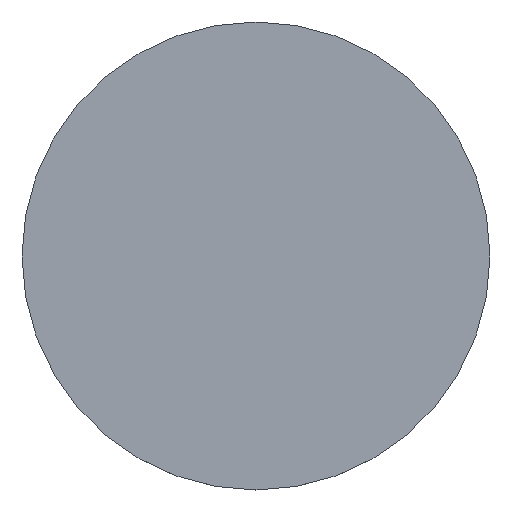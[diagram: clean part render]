
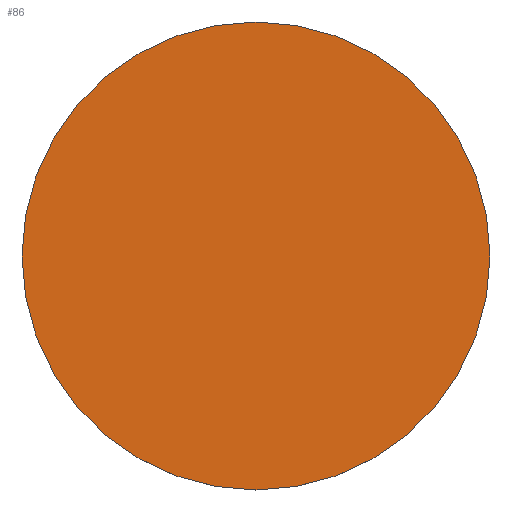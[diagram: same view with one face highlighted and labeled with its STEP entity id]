
A CAD part, top view. The second image highlights one B-rep face of the part: STEP entity #86.
In plain terms, the highlighted planar face has unit normal (0, 0, 1).
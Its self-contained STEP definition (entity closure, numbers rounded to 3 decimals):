
#3 = FACE_OUTER_BOUND ( 'NONE', #54, .T. ) ;
#6 = AXIS2_PLACEMENT_3D ( 'NONE', #32, #164, #45 ) ;
#12 = ORIENTED_EDGE ( 'NONE', *, *, #48, .T. ) ;
#18 = DIRECTION ( 'NONE',  ( 0., 0., 1. ) ) ;
#21 = CIRCLE ( 'NONE', #6, 5. ) ;
#23 = CARTESIAN_POINT ( 'NONE',  ( 5., 0., 0.2 ) ) ;
#32 = CARTESIAN_POINT ( 'NONE',  ( 0., 0., 0.2 ) ) ;
#42 = VERTEX_POINT ( 'NONE', #23 ) ;
#44 = PLANE ( 'NONE',  #55 ) ;
#45 = DIRECTION ( 'NONE',  ( 1., 0., 0. ) ) ;
#48 = EDGE_CURVE ( 'NONE', #175, #42, #87, .T. ) ;
#54 = EDGE_LOOP ( 'NONE', ( #12, #134 ) ) ;
#55 = AXIS2_PLACEMENT_3D ( 'NONE', #98, #18, #155 ) ;
#69 = EDGE_CURVE ( 'NONE', #42, #175, #21, .T. ) ;
#84 = CARTESIAN_POINT ( 'NONE',  ( 0., 0., 0.2 ) ) ;
#86 = ADVANCED_FACE ( 'NONE', ( #3 ), #44, .T. ) ;
#87 = CIRCLE ( 'NONE', #138, 5. ) ;
#98 = CARTESIAN_POINT ( 'NONE',  ( 0., 0., 0.2 ) ) ;
#113 = DIRECTION ( 'NONE',  ( 1., 0., 0. ) ) ;
#134 = ORIENTED_EDGE ( 'NONE', *, *, #69, .T. ) ;
#138 = AXIS2_PLACEMENT_3D ( 'NONE', #84, #139, #113 ) ;
#139 = DIRECTION ( 'NONE',  ( 0., 0., 1. ) ) ;
#155 = DIRECTION ( 'NONE',  ( 1., 0., 0. ) ) ;
#164 = DIRECTION ( 'NONE',  ( 0., 0., 1. ) ) ;
#166 = CARTESIAN_POINT ( 'NONE',  ( -5., 0., 0.2 ) ) ;
#175 = VERTEX_POINT ( 'NONE', #166 ) ;
